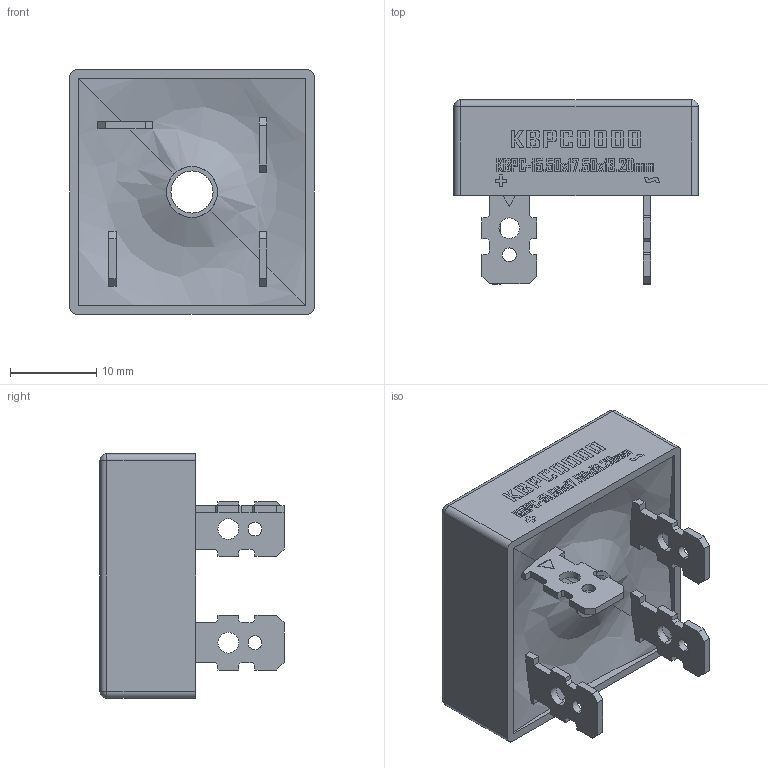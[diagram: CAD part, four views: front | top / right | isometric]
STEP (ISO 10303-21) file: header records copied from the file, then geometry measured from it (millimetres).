
FILE_DESCRIPTION (( 'STEP AP214' ), '1' );
FILE_NAME ('KBPC_Min_Size_rev1.1.STEP', '2023-03-13T19:38:30', ( '' ), ( '' ), 'SwSTEP 2.0', 'SolidWorks 2020', '' );
FILE_SCHEMA (( 'AUTOMOTIVE_DESIGN' ));
Length unit declared in the file: millimetre
Products named in the file (1): KBPC_Min_Size_rev1.1
Bounding box: 28.4 x 21.39 x 28.4 mm (x, y, z)
Volume: 8104.4 mm3; surface area: 3651.1 mm2
Topology: 1 solids, 1 shells, 648 faces, 1773 edges, 1174 vertices
Faces by surface type: plane 526, bspline 88, cylinder 28, sphere 4, torus 2
Entity records: 29651 total; most frequent: CARTESIAN_POINT 7086, ORIENTED_EDGE 3538, DIRECTION 2753, EDGE_CURVE 1769, VECTOR 1507, LINE 1507, VERTEX_POINT 1174, EDGE_LOOP 717
